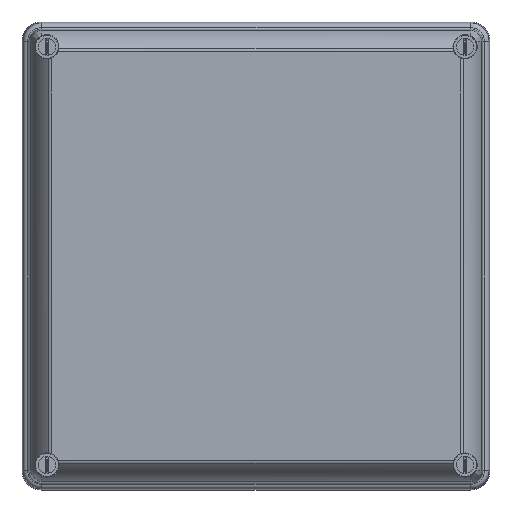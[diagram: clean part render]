
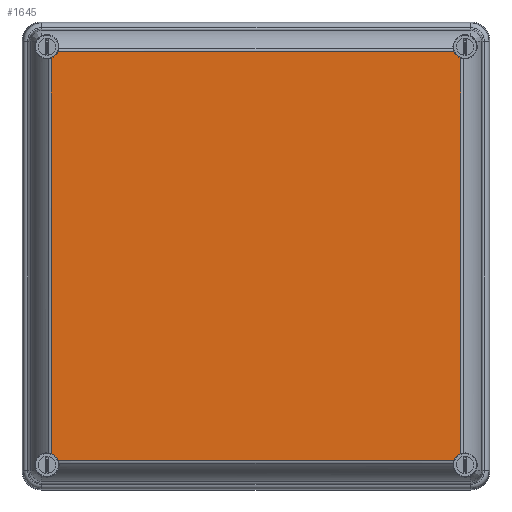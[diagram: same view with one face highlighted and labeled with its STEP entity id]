
A CAD part, top view. The second image highlights one B-rep face of the part: STEP entity #1645.
In plain terms, the highlighted planar face has unit normal (0, 0, 1).
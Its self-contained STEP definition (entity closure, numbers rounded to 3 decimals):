
#1645 = ADVANCED_FACE( '', ( #4298 ), #4299, .F. );
#4298 = FACE_OUTER_BOUND( '', #8285, .T. );
#4299 = PLANE( '', #8286 );
#8285 = EDGE_LOOP( '', ( #13074, #13075, #13076, #13077, #13078, #13079, #13080, #13081 ) );
#8286 = AXIS2_PLACEMENT_3D( '', #13082, #13083, #13084 );
#13074 = ORIENTED_EDGE( '', *, *, #23106, .F. );
#13075 = ORIENTED_EDGE( '', *, *, #23107, .T. );
#13076 = ORIENTED_EDGE( '', *, *, #23108, .F. );
#13077 = ORIENTED_EDGE( '', *, *, #23109, .F. );
#13078 = ORIENTED_EDGE( '', *, *, #23110, .F. );
#13079 = ORIENTED_EDGE( '', *, *, #23111, .F. );
#13080 = ORIENTED_EDGE( '', *, *, #23112, .F. );
#13081 = ORIENTED_EDGE( '', *, *, #23113, .T. );
#13082 = CARTESIAN_POINT( '', ( 137.5, 131.107, 57. ) );
#13083 = DIRECTION( '', ( 0., 0., -1. ) );
#13084 = DIRECTION( '', ( -1., 0., 0. ) );
#23106 = EDGE_CURVE( '', #27719, #27720, #27721, .F. );
#23107 = EDGE_CURVE( '', #27719, #27722, #27723, .T. );
#23108 = EDGE_CURVE( '', #27724, #27722, #27725, .F. );
#23109 = EDGE_CURVE( '', #27726, #27724, #27727, .T. );
#23110 = EDGE_CURVE( '', #27728, #27726, #27729, .F. );
#23111 = EDGE_CURVE( '', #27730, #27728, #27731, .T. );
#23112 = EDGE_CURVE( '', #27732, #27730, #27733, .F. );
#23113 = EDGE_CURVE( '', #27732, #27720, #27734, .T. );
#27719 = VERTEX_POINT( '', #34412 );
#27720 = VERTEX_POINT( '', #34413 );
#27721 = CIRCLE( '', #34414, 7.75 );
#27722 = VERTEX_POINT( '', #34415 );
#27723 = LINE( '', #34416, #34417 );
#27724 = VERTEX_POINT( '', #34418 );
#27725 = CIRCLE( '', #34419, 7.75 );
#27726 = VERTEX_POINT( '', #34420 );
#27727 = LINE( '', #34421, #34422 );
#27728 = VERTEX_POINT( '', #34423 );
#27729 = CIRCLE( '', #34424, 7.75 );
#27730 = VERTEX_POINT( '', #34425 );
#27731 = LINE( '', #34426, #34427 );
#27732 = VERTEX_POINT( '', #34428 );
#27733 = CIRCLE( '', #34429, 7.75 );
#27734 = LINE( '', #34430, #34431 );
#34412 = CARTESIAN_POINT( '', ( -131.107, 126.87, 57. ) );
#34413 = CARTESIAN_POINT( '', ( -126.835, 131.107, 57. ) );
#34414 = AXIS2_PLACEMENT_3D( '', #42802, #42803, #42804 );
#34415 = CARTESIAN_POINT( '', ( -131.107, -126.87, 57. ) );
#34416 = CARTESIAN_POINT( '', ( -131.107, 200., 57. ) );
#34417 = VECTOR( '', #42805, 1000. );
#34418 = CARTESIAN_POINT( '', ( -126.835, -131.107, 57. ) );
#34419 = AXIS2_PLACEMENT_3D( '', #42806, #42807, #42808 );
#34420 = CARTESIAN_POINT( '', ( 126.835, -131.107, 57. ) );
#34421 = CARTESIAN_POINT( '', ( 137.5, -131.107, 57. ) );
#34422 = VECTOR( '', #42809, 1000. );
#34423 = CARTESIAN_POINT( '', ( 131.107, -126.87, 57. ) );
#34424 = AXIS2_PLACEMENT_3D( '', #42810, #42811, #42812 );
#34425 = CARTESIAN_POINT( '', ( 131.107, 126.87, 57. ) );
#34426 = CARTESIAN_POINT( '', ( 131.107, 200., 57. ) );
#34427 = VECTOR( '', #42813, 1000. );
#34428 = CARTESIAN_POINT( '', ( 126.835, 131.107, 57. ) );
#34429 = AXIS2_PLACEMENT_3D( '', #42814, #42815, #42816 );
#34430 = CARTESIAN_POINT( '', ( 137.5, 131.107, 57. ) );
#34431 = VECTOR( '', #42817, 1000. );
#42802 = CARTESIAN_POINT( '', ( -134., 134.06, 57. ) );
#42803 = DIRECTION( '', ( 0., 0., -1. ) );
#42804 = DIRECTION( '', ( -1., 0., 0. ) );
#42805 = DIRECTION( '', ( 0., -1., 0. ) );
#42806 = CARTESIAN_POINT( '', ( -134., -134.06, 57. ) );
#42807 = DIRECTION( '', ( 0., 0., -1. ) );
#42808 = DIRECTION( '', ( -1., 0., 0. ) );
#42809 = DIRECTION( '', ( -1., 0., 0. ) );
#42810 = CARTESIAN_POINT( '', ( 134., -134.06, 57. ) );
#42811 = DIRECTION( '', ( 0., 0., -1. ) );
#42812 = DIRECTION( '', ( -1., 0., 0. ) );
#42813 = DIRECTION( '', ( 0., -1., 0. ) );
#42814 = CARTESIAN_POINT( '', ( 134., 134.06, 57. ) );
#42815 = DIRECTION( '', ( 0., 0., -1. ) );
#42816 = DIRECTION( '', ( -1., 0., 0. ) );
#42817 = DIRECTION( '', ( -1., 0., 0. ) );
